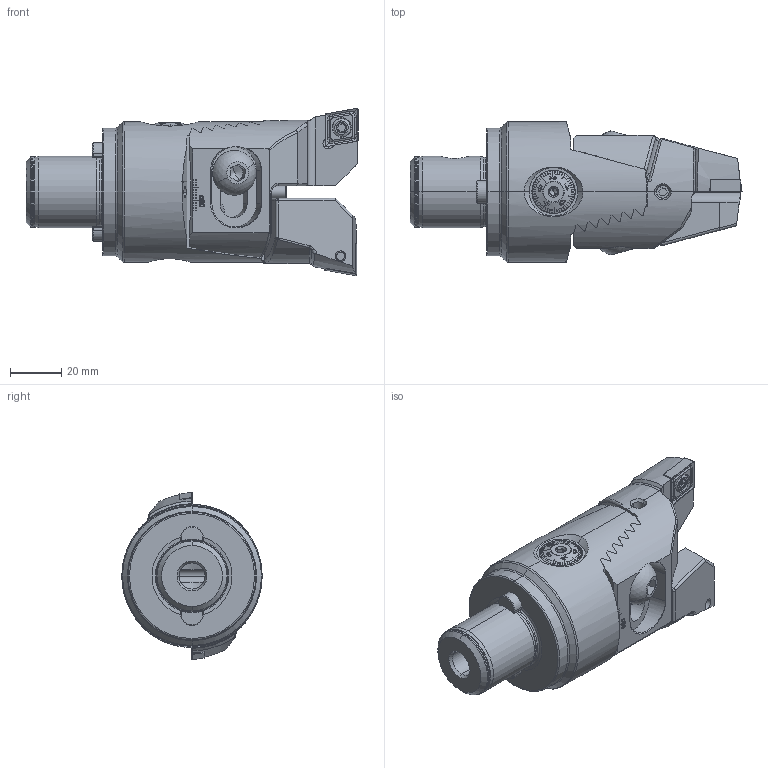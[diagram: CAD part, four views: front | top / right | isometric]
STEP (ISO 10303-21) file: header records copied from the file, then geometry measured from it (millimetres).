
FILE_DESCRIPTION (( 'STEP AP203' ), '1' );
FILE_NAME ('ST5-ZC5.K23.100.STEP', '2016-02-12T11:54:59', ( 'SWIAdmin' ), ( 'Hewlett-Packard Company' ), 'SwSTEP 2.0', 'SolidWorks 2015', '' );
FILE_SCHEMA (( 'CONFIG_CONTROL_DESIGN' ));
Length unit declared in the file: millimetre
Products named in the file (23): F32-BG2.017.004_A; ISO 4028 - M3 x 5_M3x8; F32-BG2.009.019_A; ZC5-WCC.010.037; ST5-ZC5.K23.100_A; F32-BG1.010.006_A; Z55-ER1.002.025_A; Z42-ER2.001.019_A; ZC5-BG1.017.037; Z55-ER1.003.025_A_gespannt; ZC5-xxx.001.037_A_versetzt Combi; ZCx-BG2.00x.0xx_A_ZC5; Z55-ER1.001.025; WCC-ER2.001.010_A; ZC5-BG3.005.032_A_ZC5; ZC5-BG1.017.037_A; ZC5-xxx.001.037_A; ST5-ER2.001.010_A; F32-BG2.014.012_A; CCMT120404; ST5-ZC5.K23.100; F32-BG2.017.003_A; Z55-ER3.001.020
Assembly tree (26 placements, depth 3):
  ST5-ZC5.K23.100
    ST5-ZC5.K23.100_A
    Z42-ER2.001.019_A
    ZC5-WCC.010.037
      ZC5-xxx.001.037_A_versetzt Combi
      WCC-ER2.001.010_A  x2
      ZC5-xxx.001.037_A
      CCMT120404  x2
      Z55-ER3.001.020
      ISO 4028 - M3 x 5_M3x8
    Z55-ER1.001.025  x2
      Z55-ER1.002.025_A
      Z55-ER1.003.025_A_gespannt
    ZC5-BG1.017.037
      ZC5-BG1.017.037_A
      F32-BG2.014.012_A
      F32-BG2.017.003_A
      F32-BG2.017.004_A
      F32-BG2.009.019_A
      F32-BG1.010.006_A
    ZCx-BG2.00x.0xx_A_ZC5
    ZC5-BG3.005.032_A_ZC5
    ST5-ER2.001.010_A  x2
Bounding box: 130 x 55 x 65.5 mm (x, y, z)
Volume: 186685.5 mm3; surface area: 57334.9 mm2
Topology: 24 solids, 24 shells, 1528 faces, 3946 edges, 2460 vertices
Faces by surface type: plane 651, cone 326, cylinder 300, bspline 157, torus 80, sphere 14
Entity records: 53074 total; most frequent: CARTESIAN_POINT 18561, ORIENTED_EDGE 7178, DIRECTION 6028, EDGE_CURVE 3589, VERTEX_POINT 2269, AXIS2_PLACEMENT_3D 2203, VECTOR 1622, LINE 1622
